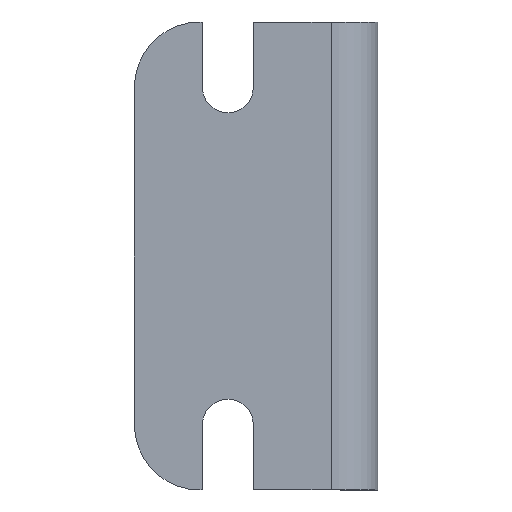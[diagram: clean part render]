
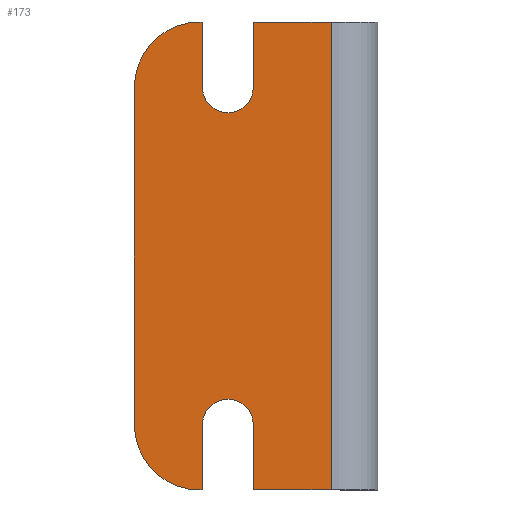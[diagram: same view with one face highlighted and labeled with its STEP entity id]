
A CAD part, front view. The second image highlights one B-rep face of the part: STEP entity #173.
In plain terms, the highlighted planar face has unit normal (0, -1, 0).
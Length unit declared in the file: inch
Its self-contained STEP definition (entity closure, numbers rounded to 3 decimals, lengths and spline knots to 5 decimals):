
#3 = VECTOR ( 'NONE', #201, 39.37008 ) ;
#9 = DIRECTION ( 'NONE',  ( -1., 0., 0. ) ) ;
#13 = CARTESIAN_POINT ( 'NONE',  ( -1.16929, 0., 1.5625 ) ) ;
#21 = DIRECTION ( 'NONE',  ( -1., 0., 0. ) ) ;
#26 = LINE ( 'NONE', #326, #534 ) ;
#35 = CARTESIAN_POINT ( 'NONE',  ( -0.83071, 0., 1.5625 ) ) ;
#37 = LINE ( 'NONE', #249, #381 ) ;
#39 = ORIENTED_EDGE ( 'NONE', *, *, #694, .F. ) ;
#44 = CARTESIAN_POINT ( 'NONE',  ( -1.1875, 0., 1.125 ) ) ;
#52 = VERTEX_POINT ( 'NONE', #147 ) ;
#54 = DIRECTION ( 'NONE',  ( 0., 0., 1. ) ) ;
#57 = CARTESIAN_POINT ( 'NONE',  ( 0., 0., -1.5625 ) ) ;
#70 = VECTOR ( 'NONE', #96, 39.37008 ) ;
#73 = CARTESIAN_POINT ( 'NONE',  ( -1.16929, 0., 1.125 ) ) ;
#76 = CARTESIAN_POINT ( 'NONE',  ( -1.1875, 0., 1.5625 ) ) ;
#89 = CARTESIAN_POINT ( 'NONE',  ( -0.83071, 0., 1.125 ) ) ;
#92 = LINE ( 'NONE', #687, #797 ) ;
#94 = ORIENTED_EDGE ( 'NONE', *, *, #836, .T. ) ;
#96 = DIRECTION ( 'NONE',  ( -1., 0., 0. ) ) ;
#111 = DIRECTION ( 'NONE',  ( 1., 0., 0. ) ) ;
#116 = EDGE_CURVE ( 'NONE', #656, #263, #788, .T. ) ;
#117 = ORIENTED_EDGE ( 'NONE', *, *, #630, .T. ) ;
#130 = CARTESIAN_POINT ( 'NONE',  ( -1., 0., 1.125 ) ) ;
#142 = DIRECTION ( 'NONE',  ( 0., 0., -1. ) ) ;
#145 = AXIS2_PLACEMENT_3D ( 'NONE', #703, #840, #411 ) ;
#147 = CARTESIAN_POINT ( 'NONE',  ( -0.31, 0., -1.5625 ) ) ;
#148 = VERTEX_POINT ( 'NONE', #89 ) ;
#166 = EDGE_CURVE ( 'NONE', #431, #822, #231, .T. ) ;
#173 = ADVANCED_FACE ( 'NONE', ( #252 ), #770, .T. ) ;
#180 = EDGE_LOOP ( 'NONE', ( #348, #117, #242, #738, #471, #301, #477, #542, #39, #582, #94, #627, #663, #704 ) ) ;
#185 = VERTEX_POINT ( 'NONE', #216 ) ;
#186 = LINE ( 'NONE', #57, #573 ) ;
#193 = DIRECTION ( 'NONE',  ( 1., 0., 0. ) ) ;
#196 = LINE ( 'NONE', #265, #352 ) ;
#199 = AXIS2_PLACEMENT_3D ( 'NONE', #130, #604, #193 ) ;
#201 = DIRECTION ( 'NONE',  ( 0., 0., -1. ) ) ;
#208 = DIRECTION ( 'NONE',  ( 0., 0., 1. ) ) ;
#216 = CARTESIAN_POINT ( 'NONE',  ( -1.16929, 0., -1.5625 ) ) ;
#231 = LINE ( 'NONE', #556, #574 ) ;
#242 = ORIENTED_EDGE ( 'NONE', *, *, #845, .T. ) ;
#243 = CARTESIAN_POINT ( 'NONE',  ( -1.1875, 0., -1.125 ) ) ;
#249 = CARTESIAN_POINT ( 'NONE',  ( -1.16929, 0., -1.5625 ) ) ;
#251 = CIRCLE ( 'NONE', #579, 0.4375 ) ;
#252 = FACE_OUTER_BOUND ( 'NONE', #180, .T. ) ;
#263 = VERTEX_POINT ( 'NONE', #672 ) ;
#264 = EDGE_CURVE ( 'NONE', #148, #320, #882, .T. ) ;
#265 = CARTESIAN_POINT ( 'NONE',  ( -0.83071, 0., 1.5625 ) ) ;
#269 = CARTESIAN_POINT ( 'NONE',  ( -1.625, 0., 1.5625 ) ) ;
#301 = ORIENTED_EDGE ( 'NONE', *, *, #675, .T. ) ;
#306 = DIRECTION ( 'NONE',  ( 1., 0., 0. ) ) ;
#313 = CARTESIAN_POINT ( 'NONE',  ( -1.625, 0., -1.125 ) ) ;
#320 = VERTEX_POINT ( 'NONE', #73 ) ;
#326 = CARTESIAN_POINT ( 'NONE',  ( 0., 0., 1.5625 ) ) ;
#348 = ORIENTED_EDGE ( 'NONE', *, *, #166, .T. ) ;
#352 = VECTOR ( 'NONE', #460, 39.37008 ) ;
#372 = LINE ( 'NONE', #537, #3 ) ;
#381 = VECTOR ( 'NONE', #54, 39.37008 ) ;
#395 = LINE ( 'NONE', #485, #70 ) ;
#397 = EDGE_CURVE ( 'NONE', #320, #431, #92, .T. ) ;
#410 = DIRECTION ( 'NONE',  ( 0., 1., 0. ) ) ;
#411 = DIRECTION ( 'NONE',  ( 1., 0., 0. ) ) ;
#431 = VERTEX_POINT ( 'NONE', #13 ) ;
#436 = EDGE_CURVE ( 'NONE', #185, #635, #395, .T. ) ;
#437 = CARTESIAN_POINT ( 'NONE',  ( -0.31, 0., 1.5625 ) ) ;
#441 = CIRCLE ( 'NONE', #725, 0.4375 ) ;
#444 = AXIS2_PLACEMENT_3D ( 'NONE', #838, #410, #21 ) ;
#460 = DIRECTION ( 'NONE',  ( 0., 0., -1. ) ) ;
#471 = ORIENTED_EDGE ( 'NONE', *, *, #436, .F. ) ;
#476 = DIRECTION ( 'NONE',  ( -1., 0., 0. ) ) ;
#477 = ORIENTED_EDGE ( 'NONE', *, *, #116, .T. ) ;
#484 = VERTEX_POINT ( 'NONE', #779 ) ;
#485 = CARTESIAN_POINT ( 'NONE',  ( 0., 0., -1.5625 ) ) ;
#501 = CARTESIAN_POINT ( 'NONE',  ( -1.1875, 0., -1.5625 ) ) ;
#508 = DIRECTION ( 'NONE',  ( 0., -1., 0. ) ) ;
#529 = CARTESIAN_POINT ( 'NONE',  ( -1.625, 0., 1.125 ) ) ;
#534 = VECTOR ( 'NONE', #9, 39.37008 ) ;
#537 = CARTESIAN_POINT ( 'NONE',  ( -0.83071, 0., -1.5625 ) ) ;
#542 = ORIENTED_EDGE ( 'NONE', *, *, #827, .T. ) ;
#552 = VECTOR ( 'NONE', #665, 39.37008 ) ;
#556 = CARTESIAN_POINT ( 'NONE',  ( 0., 0., 1.5625 ) ) ;
#573 = VECTOR ( 'NONE', #660, 39.37008 ) ;
#574 = VECTOR ( 'NONE', #476, 39.37008 ) ;
#575 = VERTEX_POINT ( 'NONE', #35 ) ;
#579 = AXIS2_PLACEMENT_3D ( 'NONE', #243, #728, #306 ) ;
#582 = ORIENTED_EDGE ( 'NONE', *, *, #669, .F. ) ;
#601 = VERTEX_POINT ( 'NONE', #723 ) ;
#604 = DIRECTION ( 'NONE',  ( 0., 1., 0. ) ) ;
#627 = ORIENTED_EDGE ( 'NONE', *, *, #803, .T. ) ;
#630 = EDGE_CURVE ( 'NONE', #822, #778, #441, .T. ) ;
#635 = VERTEX_POINT ( 'NONE', #501 ) ;
#638 = EDGE_CURVE ( 'NONE', #680, #635, #251, .T. ) ;
#656 = VERTEX_POINT ( 'NONE', #868 ) ;
#660 = DIRECTION ( 'NONE',  ( -1., 0., 0. ) ) ;
#663 = ORIENTED_EDGE ( 'NONE', *, *, #264, .T. ) ;
#665 = DIRECTION ( 'NONE',  ( 0., 0., -1. ) ) ;
#669 = EDGE_CURVE ( 'NONE', #484, #52, #739, .T. ) ;
#672 = CARTESIAN_POINT ( 'NONE',  ( -0.83071, 0., -1.125 ) ) ;
#675 = EDGE_CURVE ( 'NONE', #185, #656, #37, .T. ) ;
#680 = VERTEX_POINT ( 'NONE', #313 ) ;
#685 = VECTOR ( 'NONE', #142, 39.37008 ) ;
#687 = CARTESIAN_POINT ( 'NONE',  ( -1.16929, 0., 1.5625 ) ) ;
#694 = EDGE_CURVE ( 'NONE', #52, #601, #186, .T. ) ;
#703 = CARTESIAN_POINT ( 'NONE',  ( 0., 0., 1.5625 ) ) ;
#704 = ORIENTED_EDGE ( 'NONE', *, *, #397, .T. ) ;
#723 = CARTESIAN_POINT ( 'NONE',  ( -0.83071, 0., -1.5625 ) ) ;
#725 = AXIS2_PLACEMENT_3D ( 'NONE', #44, #508, #111 ) ;
#728 = DIRECTION ( 'NONE',  ( 0., -1., 0. ) ) ;
#738 = ORIENTED_EDGE ( 'NONE', *, *, #638, .T. ) ;
#739 = LINE ( 'NONE', #437, #552 ) ;
#770 = PLANE ( 'NONE',  #145 ) ;
#778 = VERTEX_POINT ( 'NONE', #529 ) ;
#779 = CARTESIAN_POINT ( 'NONE',  ( -0.31, 0., 1.5625 ) ) ;
#788 = CIRCLE ( 'NONE', #444, 0.16929 ) ;
#797 = VECTOR ( 'NONE', #208, 39.37008 ) ;
#803 = EDGE_CURVE ( 'NONE', #575, #148, #196, .T. ) ;
#822 = VERTEX_POINT ( 'NONE', #76 ) ;
#827 = EDGE_CURVE ( 'NONE', #263, #601, #372, .T. ) ;
#836 = EDGE_CURVE ( 'NONE', #484, #575, #26, .T. ) ;
#838 = CARTESIAN_POINT ( 'NONE',  ( -1., 0., -1.125 ) ) ;
#840 = DIRECTION ( 'NONE',  ( 0., -1., 0. ) ) ;
#845 = EDGE_CURVE ( 'NONE', #778, #680, #870, .T. ) ;
#868 = CARTESIAN_POINT ( 'NONE',  ( -1.16929, 0., -1.125 ) ) ;
#870 = LINE ( 'NONE', #269, #685 ) ;
#882 = CIRCLE ( 'NONE', #199, 0.16929 ) ;
